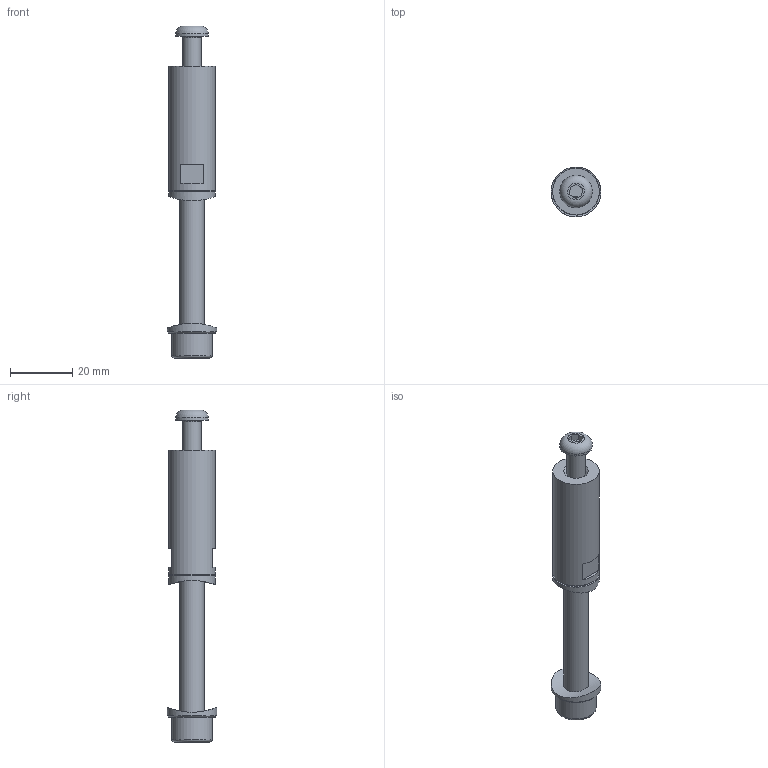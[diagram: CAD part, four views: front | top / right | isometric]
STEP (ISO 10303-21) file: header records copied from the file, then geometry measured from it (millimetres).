
FILE_DESCRIPTION(/* description */ ('-'),/* implementation_level */ '2;1');
FILE_NAME(/* name */ '0b4a2b79-9f49-4fef-b2d2-f00462b3578a.stp',/* time_stamp */ '2021-07-08T11:30:43+02:00',/* author */ ('-'),/* organization */ ('Carl Stahl'),/* preprocessor_version */ 'ST-DEVELOPER v18',/* originating_system */ 'Autodesk Inventor 2020',/* authorisation */ '-');
FILE_SCHEMA (('AUTOMOTIVE_DESIGN { 1 0 10303 214 3 1 1 }'));
Length unit declared in the file: millimetre
Products named in the file (7): CX3-33040-ED424; CX3-33040; CX3-33040_1; ISO 7380-1 - M6 X 25; DIN 912 - M8 x 55; CX3-33040-424; CX3-00008-424
Assembly tree (6 placements, depth 3):
  CX3-33040-ED424
    CX3-33040
      CX3-33040_1
      ISO 7380-1 - M6 X 25
    DIN 912 - M8 x 55
    CX3-33040-424
    CX3-00008-424
Bounding box: 16 x 16 x 106.9 mm (x, y, z)
Volume: 10640.3 mm3; surface area: 6711.8 mm2
Topology: 5 solids, 5 shells, 54 faces, 136 edges, 98 vertices
Faces by surface type: plane 30, cylinder 14, cone 6, torus 4
Full cylindrical faces by diameter (mm): 6 x2, 8 x2, 8.2 x2, 10.5 x1, 13 x1, 14 x1, 15 x2, 16 x1
Entity records: 2041 total; most frequent: CARTESIAN_POINT 467, DIRECTION 300, ORIENTED_EDGE 268, EDGE_CURVE 134, AXIS2_PLACEMENT_3D 125, VERTEX_POINT 98, EDGE_LOOP 68, CIRCLE 58
